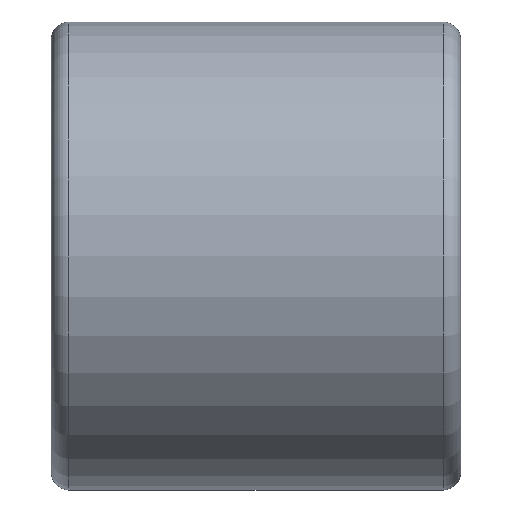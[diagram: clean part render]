
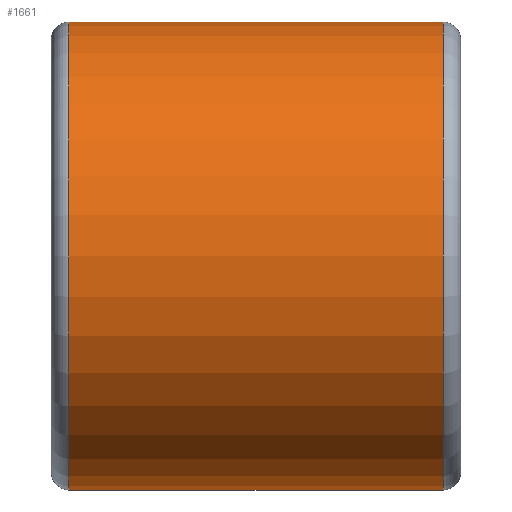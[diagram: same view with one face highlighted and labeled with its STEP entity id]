
A CAD part, front view. The second image highlights one B-rep face of the part: STEP entity #1661.
In plain terms, the highlighted cylindrical face has radius 40 mm (diameter 80 mm), a partial arc.
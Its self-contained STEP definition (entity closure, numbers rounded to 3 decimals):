
#142 = CARTESIAN_POINT ( 'NONE',  ( 3., 0., -40. ) ) ;
#259 = DIRECTION ( 'NONE',  ( -1., 0., 0. ) ) ;
#343 = FACE_OUTER_BOUND ( 'NONE', #646, .T. ) ;
#410 = AXIS2_PLACEMENT_3D ( 'NONE', #2127, #1811, #4569 ) ;
#646 = EDGE_LOOP ( 'NONE', ( #1279, #1705, #3019, #833 ) ) ;
#833 = ORIENTED_EDGE ( 'NONE', *, *, #2183, .T. ) ;
#885 = LINE ( 'NONE', #4224, #4939 ) ;
#935 = LINE ( 'NONE', #1934, #4985 ) ;
#984 = VERTEX_POINT ( 'NONE', #5109 ) ;
#1236 = DIRECTION ( 'NONE',  ( 0., 0., 1. ) ) ;
#1279 = ORIENTED_EDGE ( 'NONE', *, *, #4833, .F. ) ;
#1584 = VERTEX_POINT ( 'NONE', #1845 ) ;
#1661 = ADVANCED_FACE ( 'NONE', ( #343 ), #4041, .T. ) ;
#1705 = ORIENTED_EDGE ( 'NONE', *, *, #1897, .T. ) ;
#1811 = DIRECTION ( 'NONE',  ( -1., 0., 0. ) ) ;
#1845 = CARTESIAN_POINT ( 'NONE',  ( 3., 0., 40. ) ) ;
#1897 = EDGE_CURVE ( 'NONE', #984, #4791, #2005, .T. ) ;
#1934 = CARTESIAN_POINT ( 'NONE',  ( 0., 0., -40. ) ) ;
#1958 = VERTEX_POINT ( 'NONE', #142 ) ;
#2005 = CIRCLE ( 'NONE', #4974, 40. ) ;
#2127 = CARTESIAN_POINT ( 'NONE',  ( 0., 0., 0. ) ) ;
#2183 = EDGE_CURVE ( 'NONE', #1584, #1958, #3015, .T. ) ;
#2249 = CARTESIAN_POINT ( 'NONE',  ( 67., 0., 40. ) ) ;
#3015 = CIRCLE ( 'NONE', #4473, 40. ) ;
#3019 = ORIENTED_EDGE ( 'NONE', *, *, #3999, .T. ) ;
#3181 = CARTESIAN_POINT ( 'NONE',  ( 3., 0., 0. ) ) ;
#3564 = DIRECTION ( 'NONE',  ( 1., 0., 0. ) ) ;
#3999 = EDGE_CURVE ( 'NONE', #4791, #1584, #885, .T. ) ;
#4041 = CYLINDRICAL_SURFACE ( 'NONE', #410, 40. ) ;
#4224 = CARTESIAN_POINT ( 'NONE',  ( 0., 0., 40. ) ) ;
#4340 = DIRECTION ( 'NONE',  ( 0., 0., -1. ) ) ;
#4444 = CARTESIAN_POINT ( 'NONE',  ( 67., 0., 0. ) ) ;
#4473 = AXIS2_PLACEMENT_3D ( 'NONE', #3181, #3564, #4340 ) ;
#4569 = DIRECTION ( 'NONE',  ( 0., 0., 1. ) ) ;
#4664 = DIRECTION ( 'NONE',  ( -1., 0., 0. ) ) ;
#4791 = VERTEX_POINT ( 'NONE', #2249 ) ;
#4815 = DIRECTION ( 'NONE',  ( -1., 0., 0. ) ) ;
#4833 = EDGE_CURVE ( 'NONE', #984, #1958, #935, .T. ) ;
#4939 = VECTOR ( 'NONE', #259, 1000. ) ;
#4974 = AXIS2_PLACEMENT_3D ( 'NONE', #4444, #4815, #1236 ) ;
#4985 = VECTOR ( 'NONE', #4664, 1000. ) ;
#5109 = CARTESIAN_POINT ( 'NONE',  ( 67., 0., -40. ) ) ;
